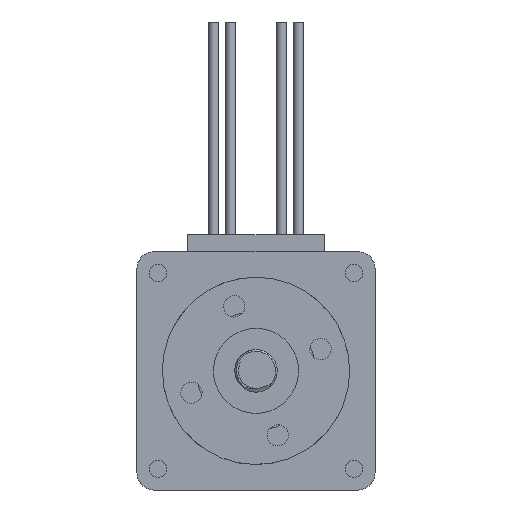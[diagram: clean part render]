
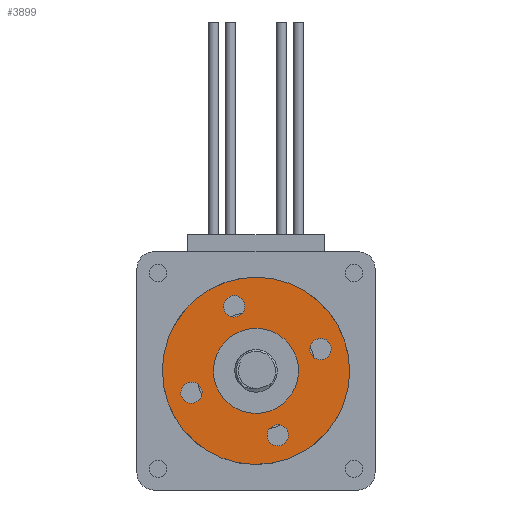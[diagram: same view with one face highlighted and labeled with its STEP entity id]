
A CAD part, front view. The second image highlights one B-rep face of the part: STEP entity #3899.
In plain terms, the highlighted face is planar.
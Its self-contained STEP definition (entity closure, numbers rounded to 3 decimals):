
#191 = CARTESIAN_POINT ( 'NONE',  ( 0., 3.5, -11. ) ) ;
#401 = EDGE_CURVE ( 'NONE', #12025, #9448, #19470, .T. ) ;
#450 = DIRECTION ( 'NONE',  ( 0., 0., 1. ) ) ;
#506 = CIRCLE ( 'NONE', #17531, 1.25 ) ;
#636 = EDGE_CURVE ( 'NONE', #11674, #6556, #19839, .T. ) ;
#970 = FACE_BOUND ( 'NONE', #11313, .T. ) ;
#1018 = ORIENTED_EDGE ( 'NONE', *, *, #10827, .F. ) ;
#1022 = AXIS2_PLACEMENT_3D ( 'NONE', #18180, #21708, #14937 ) ;
#1052 = EDGE_LOOP ( 'NONE', ( #21025, #20526 ) ) ;
#1165 = VERTEX_POINT ( 'NONE', #191 ) ;
#1174 = VERTEX_POINT ( 'NONE', #8362 ) ;
#1250 = ORIENTED_EDGE ( 'NONE', *, *, #401, .F. ) ;
#1361 = EDGE_CURVE ( 'NONE', #13217, #1165, #3209, .T. ) ;
#1498 = DIRECTION ( 'NONE',  ( 0., 0., 1. ) ) ;
#2149 = AXIS2_PLACEMENT_3D ( 'NONE', #21120, #5897, #12692 ) ;
#2485 = AXIS2_PLACEMENT_3D ( 'NONE', #18505, #18722, #3316 ) ;
#2955 = CARTESIAN_POINT ( 'NONE',  ( 0., 3.5, -8. ) ) ;
#3209 = CIRCLE ( 'NONE', #2149, 11. ) ;
#3316 = DIRECTION ( 'NONE',  ( 0., 0., 1. ) ) ;
#3322 = DIRECTION ( 'NONE',  ( 0., 1., 0. ) ) ;
#3392 = DIRECTION ( 'NONE',  ( 0., 0., 1. ) ) ;
#3899 = ADVANCED_FACE ( 'NONE', ( #14378, #5927, #12720, #9367, #970, #19500 ), #17850, .T. ) ;
#4346 = VERTEX_POINT ( 'NONE', #16101 ) ;
#4429 = DIRECTION ( 'NONE',  ( 0., 0., 1. ) ) ;
#4466 = CIRCLE ( 'NONE', #6202, 1.25 ) ;
#4472 = DIRECTION ( 'NONE',  ( 0., 1., 0. ) ) ;
#4597 = EDGE_CURVE ( 'NONE', #6556, #11674, #19957, .T. ) ;
#4814 = CARTESIAN_POINT ( 'NONE',  ( 0., 3.5, -9.25 ) ) ;
#5408 = AXIS2_PLACEMENT_3D ( 'NONE', #2955, #21366, #1498 ) ;
#5825 = ORIENTED_EDGE ( 'NONE', *, *, #13868, .T. ) ;
#5897 = DIRECTION ( 'NONE',  ( 0., 1., 0. ) ) ;
#5927 = FACE_BOUND ( 'NONE', #18530, .T. ) ;
#6049 = CARTESIAN_POINT ( 'NONE',  ( 8., 3.5, 0. ) ) ;
#6161 = DIRECTION ( 'NONE',  ( 0., 0., 1. ) ) ;
#6177 = ORIENTED_EDGE ( 'NONE', *, *, #1361, .T. ) ;
#6202 = AXIS2_PLACEMENT_3D ( 'NONE', #19299, #15753, #450 ) ;
#6239 = CARTESIAN_POINT ( 'NONE',  ( -8., 3.5, 0. ) ) ;
#6319 = CARTESIAN_POINT ( 'NONE',  ( 0., 3.5, 8. ) ) ;
#6556 = VERTEX_POINT ( 'NONE', #8747 ) ;
#6660 = CIRCLE ( 'NONE', #1022, 1.25 ) ;
#6711 = EDGE_CURVE ( 'NONE', #9448, #12025, #506, .T. ) ;
#6802 = AXIS2_PLACEMENT_3D ( 'NONE', #7913, #14688, #7801 ) ;
#7014 = ORIENTED_EDGE ( 'NONE', *, *, #13104, .F. ) ;
#7801 = DIRECTION ( 'NONE',  ( 0., 0., 1. ) ) ;
#7913 = CARTESIAN_POINT ( 'NONE',  ( 0., 3.5, 0. ) ) ;
#8101 = DIRECTION ( 'NONE',  ( 0., 0., 1. ) ) ;
#8362 = CARTESIAN_POINT ( 'NONE',  ( 0., 3.5, 6.75 ) ) ;
#8747 = CARTESIAN_POINT ( 'NONE',  ( 0., 3.5, -6.75 ) ) ;
#9367 = FACE_BOUND ( 'NONE', #21571, .T. ) ;
#9370 = EDGE_CURVE ( 'NONE', #20780, #4346, #14747, .T. ) ;
#9389 = CARTESIAN_POINT ( 'NONE',  ( 0., 3.5, 0. ) ) ;
#9448 = VERTEX_POINT ( 'NONE', #13260 ) ;
#9887 = DIRECTION ( 'NONE',  ( 0., 1., 0. ) ) ;
#9987 = EDGE_CURVE ( 'NONE', #1174, #21409, #16147, .T. ) ;
#10063 = DIRECTION ( 'NONE',  ( 0., 0., 1. ) ) ;
#10134 = DIRECTION ( 'NONE',  ( 0., 1., 0. ) ) ;
#10806 = CARTESIAN_POINT ( 'NONE',  ( 0., 3.5, 9.25 ) ) ;
#10827 = EDGE_CURVE ( 'NONE', #21409, #1174, #4466, .T. ) ;
#10841 = CIRCLE ( 'NONE', #17255, 5. ) ;
#10920 = EDGE_CURVE ( 'NONE', #13681, #21432, #10841, .T. ) ;
#11089 = DIRECTION ( 'NONE',  ( 0., 1., 0. ) ) ;
#11313 = EDGE_LOOP ( 'NONE', ( #19338, #21251 ) ) ;
#11350 = CARTESIAN_POINT ( 'NONE',  ( 0., 3.5, 0. ) ) ;
#11674 = VERTEX_POINT ( 'NONE', #4814 ) ;
#11681 = DIRECTION ( 'NONE',  ( 0., 0., 1. ) ) ;
#11946 = ORIENTED_EDGE ( 'NONE', *, *, #9370, .F. ) ;
#12025 = VERTEX_POINT ( 'NONE', #16571 ) ;
#12033 = AXIS2_PLACEMENT_3D ( 'NONE', #21011, #21565, #11681 ) ;
#12692 = DIRECTION ( 'NONE',  ( 0., 0., 1. ) ) ;
#12720 = FACE_BOUND ( 'NONE', #20053, .T. ) ;
#13104 = EDGE_CURVE ( 'NONE', #4346, #20780, #6660, .T. ) ;
#13181 = DIRECTION ( 'NONE',  ( 0., 1., 0. ) ) ;
#13217 = VERTEX_POINT ( 'NONE', #14718 ) ;
#13260 = CARTESIAN_POINT ( 'NONE',  ( 8., 3.5, 1.25 ) ) ;
#13681 = VERTEX_POINT ( 'NONE', #17704 ) ;
#13868 = EDGE_CURVE ( 'NONE', #1165, #13217, #14851, .T. ) ;
#14378 = FACE_BOUND ( 'NONE', #1052, .T. ) ;
#14688 = DIRECTION ( 'NONE',  ( 0., 1., 0. ) ) ;
#14718 = CARTESIAN_POINT ( 'NONE',  ( 0., 3.5, 11. ) ) ;
#14747 = CIRCLE ( 'NONE', #18308, 1.25 ) ;
#14851 = CIRCLE ( 'NONE', #12033, 11. ) ;
#14898 = CARTESIAN_POINT ( 'NONE',  ( 0., 3.5, 5. ) ) ;
#14937 = DIRECTION ( 'NONE',  ( 0., 0., 1. ) ) ;
#15470 = EDGE_LOOP ( 'NONE', ( #5825, #6177 ) ) ;
#15738 = ORIENTED_EDGE ( 'NONE', *, *, #9987, .F. ) ;
#15753 = DIRECTION ( 'NONE',  ( 0., 1., 0. ) ) ;
#16101 = CARTESIAN_POINT ( 'NONE',  ( -8., 3.5, -1.25 ) ) ;
#16147 = CIRCLE ( 'NONE', #19039, 1.25 ) ;
#16322 = ORIENTED_EDGE ( 'NONE', *, *, #6711, .F. ) ;
#16468 = DIRECTION ( 'NONE',  ( 0., 0., 1. ) ) ;
#16571 = CARTESIAN_POINT ( 'NONE',  ( 8., 3.5, -1.25 ) ) ;
#17255 = AXIS2_PLACEMENT_3D ( 'NONE', #9389, #11089, #4429 ) ;
#17523 = CARTESIAN_POINT ( 'NONE',  ( -8., 3.5, 1.25 ) ) ;
#17531 = AXIS2_PLACEMENT_3D ( 'NONE', #18512, #3322, #10063 ) ;
#17704 = CARTESIAN_POINT ( 'NONE',  ( 0., 3.5, -5. ) ) ;
#17850 = PLANE ( 'NONE',  #18118 ) ;
#18118 = AXIS2_PLACEMENT_3D ( 'NONE', #11350, #4472, #8101 ) ;
#18180 = CARTESIAN_POINT ( 'NONE',  ( -8., 3.5, 0. ) ) ;
#18308 = AXIS2_PLACEMENT_3D ( 'NONE', #6239, #10134, #3392 ) ;
#18505 = CARTESIAN_POINT ( 'NONE',  ( 0., 3.5, -8. ) ) ;
#18512 = CARTESIAN_POINT ( 'NONE',  ( 8., 3.5, 0. ) ) ;
#18530 = EDGE_LOOP ( 'NONE', ( #16322, #1250 ) ) ;
#18722 = DIRECTION ( 'NONE',  ( 0., 1., 0. ) ) ;
#19039 = AXIS2_PLACEMENT_3D ( 'NONE', #6319, #9887, #16468 ) ;
#19299 = CARTESIAN_POINT ( 'NONE',  ( 0., 3.5, 8. ) ) ;
#19338 = ORIENTED_EDGE ( 'NONE', *, *, #10920, .F. ) ;
#19470 = CIRCLE ( 'NONE', #20881, 1.25 ) ;
#19500 = FACE_OUTER_BOUND ( 'NONE', #15470, .T. ) ;
#19839 = CIRCLE ( 'NONE', #2485, 1.25 ) ;
#19957 = CIRCLE ( 'NONE', #5408, 1.25 ) ;
#20053 = EDGE_LOOP ( 'NONE', ( #1018, #15738 ) ) ;
#20526 = ORIENTED_EDGE ( 'NONE', *, *, #636, .F. ) ;
#20677 = CIRCLE ( 'NONE', #6802, 5. ) ;
#20780 = VERTEX_POINT ( 'NONE', #17523 ) ;
#20881 = AXIS2_PLACEMENT_3D ( 'NONE', #6049, #13181, #6161 ) ;
#21011 = CARTESIAN_POINT ( 'NONE',  ( 0., 3.5, 0. ) ) ;
#21025 = ORIENTED_EDGE ( 'NONE', *, *, #4597, .F. ) ;
#21120 = CARTESIAN_POINT ( 'NONE',  ( 0., 3.5, 0. ) ) ;
#21251 = ORIENTED_EDGE ( 'NONE', *, *, #21824, .F. ) ;
#21366 = DIRECTION ( 'NONE',  ( 0., 1., 0. ) ) ;
#21409 = VERTEX_POINT ( 'NONE', #10806 ) ;
#21432 = VERTEX_POINT ( 'NONE', #14898 ) ;
#21565 = DIRECTION ( 'NONE',  ( 0., 1., 0. ) ) ;
#21571 = EDGE_LOOP ( 'NONE', ( #11946, #7014 ) ) ;
#21708 = DIRECTION ( 'NONE',  ( 0., 1., 0. ) ) ;
#21824 = EDGE_CURVE ( 'NONE', #21432, #13681, #20677, .T. ) ;
